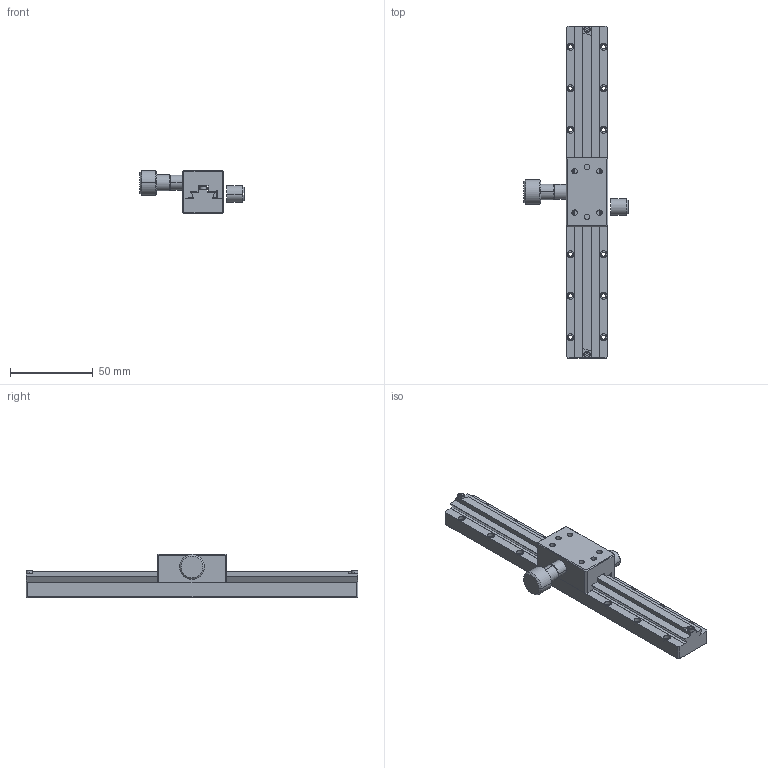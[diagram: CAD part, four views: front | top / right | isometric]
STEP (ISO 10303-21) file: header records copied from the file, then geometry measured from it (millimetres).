
FILE_DESCRIPTION (( 'STEP AP203' ), '1' );
FILE_NAME ('SPYC25-L200.STEP', '2020-07-13T06:50:50', ( 'User' ), ( 'Microsoft' ), 'SwSTEP 2.0', 'SolidWorks 2018', '' );
FILE_SCHEMA (( 'CONFIG_CONTROL_DESIGN' ));
Length unit declared in the file: millimetre
Products named in the file (2): SPYC25-L200
Bounding box: 62.7 x 200 x 26 mm (x, y, z)
Surface area: 24682.9 mm2 (no closed solid volume)
Topology: 0 solids, 7 shells, 243 faces, 947 edges, 714 vertices
Faces by surface type: plane 131, cylinder 80, bspline 24, cone 6, torus 2
Entity records: 15836 total; most frequent: CARTESIAN_POINT 8282, ORIENTED_EDGE 1450, DIRECTION 1291, EDGE_CURVE 947, VERTEX_POINT 714, LINE 533, VECTOR 533, AXIS2_PLACEMENT_3D 379
